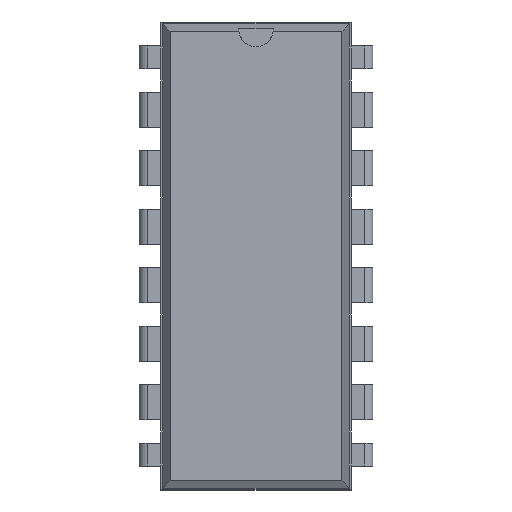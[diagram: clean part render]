
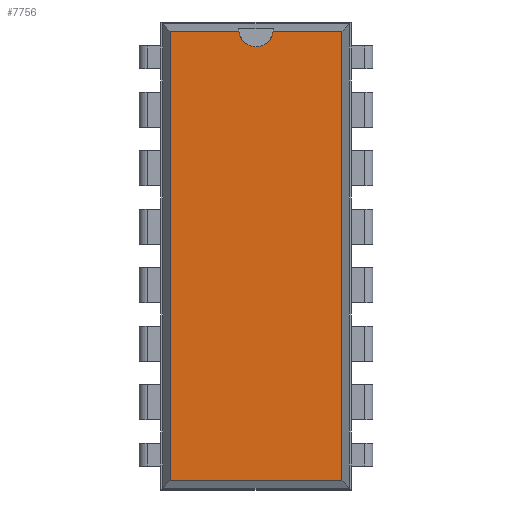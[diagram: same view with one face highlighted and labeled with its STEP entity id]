
A CAD part, top view. The second image highlights one B-rep face of the part: STEP entity #7756.
In plain terms, the highlighted planar face has unit normal (0, 0, 1).
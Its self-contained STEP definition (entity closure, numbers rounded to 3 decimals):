
#4267 = VERTEX_POINT('',#4268);
#4268 = CARTESIAN_POINT('',(8.684,0.871,3.68));
#4273 = EDGE_CURVE('',#4274,#4267,#4276,.T.);
#4274 = VERTEX_POINT('',#4275);
#4275 = CARTESIAN_POINT('',(8.684,-18.651,3.68));
#4276 = LINE('',#4277,#4278);
#4277 = CARTESIAN_POINT('',(8.684,-18.651,3.68));
#4278 = VECTOR('',#4279,1.);
#4279 = DIRECTION('',(0.,1.,0.));
#5953 = VERTEX_POINT('',#5954);
#5954 = CARTESIAN_POINT('',(1.222,0.871,3.68));
#5959 = EDGE_CURVE('',#5960,#5953,#5962,.T.);
#5960 = VERTEX_POINT('',#5961);
#5961 = CARTESIAN_POINT('',(4.207,0.871,3.68));
#5962 = LINE('',#5963,#5964);
#5963 = CARTESIAN_POINT('',(8.684,0.871,3.68));
#5964 = VECTOR('',#5965,1.);
#5965 = DIRECTION('',(-1.,0.,0.));
#5985 = VERTEX_POINT('',#5986);
#5986 = CARTESIAN_POINT('',(5.699,0.871,3.68));
#5994 = EDGE_CURVE('',#4267,#5985,#5995,.T.);
#5995 = LINE('',#5996,#5997);
#5996 = CARTESIAN_POINT('',(8.684,0.871,3.68));
#5997 = VECTOR('',#5998,1.);
#5998 = DIRECTION('',(-1.,0.,0.));
#6066 = VERTEX_POINT('',#6067);
#6067 = CARTESIAN_POINT('',(1.222,-18.651,3.68));
#6072 = EDGE_CURVE('',#5953,#6066,#6073,.T.);
#6073 = LINE('',#6074,#6075);
#6074 = CARTESIAN_POINT('',(1.222,0.871,3.68));
#6075 = VECTOR('',#6076,1.);
#6076 = DIRECTION('',(0.,-1.,0.));
#7745 = EDGE_CURVE('',#6066,#4274,#7746,.T.);
#7746 = LINE('',#7747,#7748);
#7747 = CARTESIAN_POINT('',(1.222,-18.651,3.68));
#7748 = VECTOR('',#7749,1.);
#7749 = DIRECTION('',(1.,0.,0.));
#7756 = ADVANCED_FACE('',(#7757),#7780,.F.);
#7757 = FACE_BOUND('',#7758,.F.);
#7758 = EDGE_LOOP('',(#7759,#7760,#7761,#7762,#7763,#7772,#7779));
#7759 = ORIENTED_EDGE('',*,*,#4273,.F.);
#7760 = ORIENTED_EDGE('',*,*,#7745,.F.);
#7761 = ORIENTED_EDGE('',*,*,#6072,.F.);
#7762 = ORIENTED_EDGE('',*,*,#5959,.F.);
#7763 = ORIENTED_EDGE('',*,*,#7764,.F.);
#7764 = EDGE_CURVE('',#7765,#5960,#7767,.T.);
#7765 = VERTEX_POINT('',#7766);
#7766 = CARTESIAN_POINT('',(4.953,0.196,3.68));
#7767 = CIRCLE('',#7768,0.75);
#7768 = AXIS2_PLACEMENT_3D('',#7769,#7770,#7771);
#7769 = CARTESIAN_POINT('',(4.953,0.946,3.68));
#7770 = DIRECTION('',(0.,0.,-1.));
#7771 = DIRECTION('',(0.,-1.,0.));
#7772 = ORIENTED_EDGE('',*,*,#7773,.F.);
#7773 = EDGE_CURVE('',#5985,#7765,#7774,.T.);
#7774 = CIRCLE('',#7775,0.75);
#7775 = AXIS2_PLACEMENT_3D('',#7776,#7777,#7778);
#7776 = CARTESIAN_POINT('',(4.953,0.946,3.68));
#7777 = DIRECTION('',(0.,0.,-1.));
#7778 = DIRECTION('',(0.,-1.,0.));
#7779 = ORIENTED_EDGE('',*,*,#5994,.F.);
#7780 = PLANE('',#7781);
#7781 = AXIS2_PLACEMENT_3D('',#7782,#7783,#7784);
#7782 = CARTESIAN_POINT('',(8.684,-18.651,3.68));
#7783 = DIRECTION('',(0.,0.,-1.));
#7784 = DIRECTION('',(-0.357,0.934,0.));
